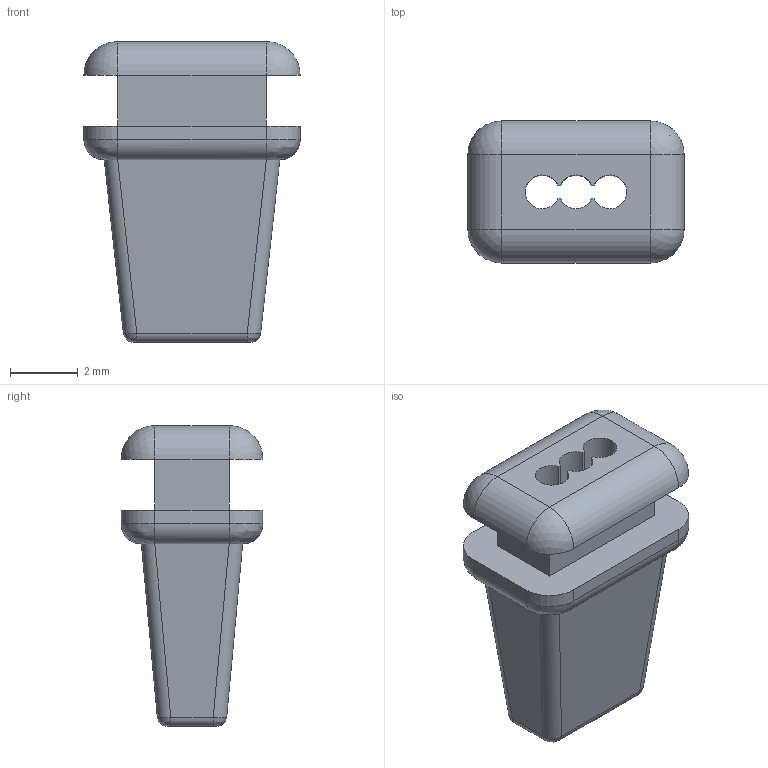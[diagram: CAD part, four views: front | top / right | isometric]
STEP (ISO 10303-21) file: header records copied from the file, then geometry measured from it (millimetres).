
FILE_DESCRIPTION(/* description */ (''),/* implementation_level */ '2;1');
FILE_NAME(/* name */ 'VB1 Motor Wire Support.ipt.step',/* time_stamp */ '2020-04-16T23:21:42-04:00',/* author */ ('Jordan'),/* organization */ (''),/* preprocessor_version */ 'ST-DEVELOPER v17',/* originating_system */ 'Autodesk Inventor 2019',/* authorisation */ '');
FILE_SCHEMA (('AUTOMOTIVE_DESIGN { 1 0 10303 214 3 1 1 }'));
Length unit declared in the file: inch
Products named in the file (1): VB1 Motor Wire Support
Bounding box: 6.4 x 4.2 x 8.9 mm (x, y, z)
Volume: 101.8 mm3; surface area: 261.6 mm2
Topology: 1 solids, 1 shells, 56 faces, 135 edges, 82 vertices
Faces by surface type: cylinder 24, plane 20, bspline 8, sphere 4
Entity records: 2099 total; most frequent: CARTESIAN_POINT 790, ORIENTED_EDGE 268, DIRECTION 256, EDGE_CURVE 134, AXIS2_PLACEMENT_3D 90, VERTEX_POINT 82, LINE 76, VECTOR 76
